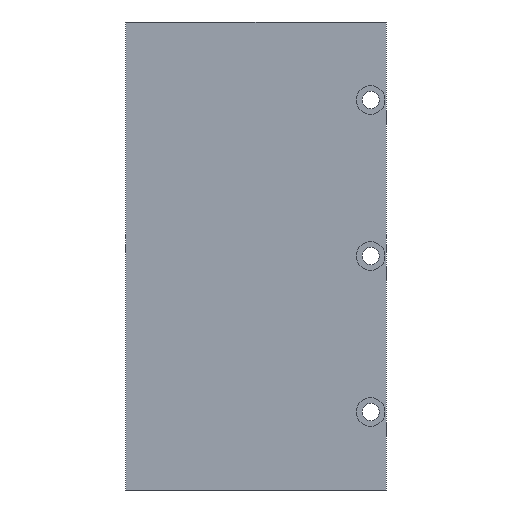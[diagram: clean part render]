
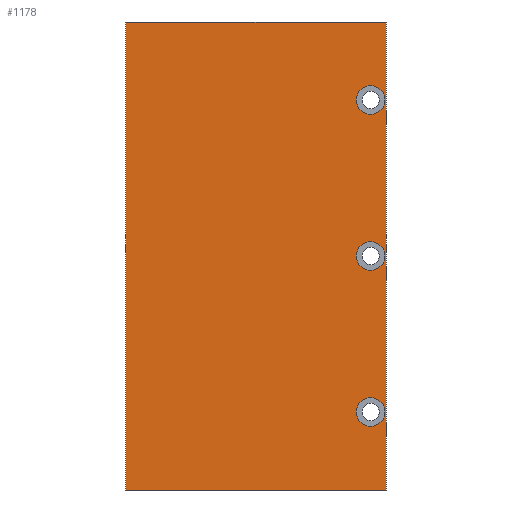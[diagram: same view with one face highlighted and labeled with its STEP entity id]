
A CAD part, left-side view. The second image highlights one B-rep face of the part: STEP entity #1178.
In plain terms, the highlighted planar face has unit normal (-1, 0, 0).
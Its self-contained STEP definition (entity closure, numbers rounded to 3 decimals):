
#6 = EDGE_LOOP ( 'NONE', ( #250, #1223, #1685, #960 ) ) ;
#36 = CARTESIAN_POINT ( 'NONE',  ( -24., 0., -180. ) ) ;
#37 = CARTESIAN_POINT ( 'NONE',  ( -24., 0., -180. ) ) ;
#74 = DIRECTION ( 'NONE',  ( -1., 0., 0. ) ) ;
#84 = DIRECTION ( 'NONE',  ( 0., 0., 1. ) ) ;
#117 = DIRECTION ( 'NONE',  ( 0., 0., 1. ) ) ;
#121 = CARTESIAN_POINT ( 'NONE',  ( -24., 6., -95.5 ) ) ;
#126 = DIRECTION ( 'NONE',  ( -1., 0., 0. ) ) ;
#149 = CIRCLE ( 'NONE', #706, 5.5 ) ;
#179 = VERTEX_POINT ( 'NONE', #121 ) ;
#213 = AXIS2_PLACEMENT_3D ( 'NONE', #890, #2874, #1409 ) ;
#217 = AXIS2_PLACEMENT_3D ( 'NONE', #855, #2249, #84 ) ;
#243 = LINE ( 'NONE', #36, #2405 ) ;
#250 = ORIENTED_EDGE ( 'NONE', *, *, #481, .F. ) ;
#286 = CARTESIAN_POINT ( 'NONE',  ( -24., 0., 0. ) ) ;
#297 = VERTEX_POINT ( 'NONE', #1142 ) ;
#345 = DIRECTION ( 'NONE',  ( -1., 0., 0. ) ) ;
#356 = EDGE_LOOP ( 'NONE', ( #1756, #1180 ) ) ;
#481 = EDGE_CURVE ( 'NONE', #1775, #2960, #2895, .T. ) ;
#663 = CIRCLE ( 'NONE', #217, 5.5 ) ;
#706 = AXIS2_PLACEMENT_3D ( 'NONE', #3064, #126, #1831 ) ;
#764 = EDGE_CURVE ( 'NONE', #786, #2960, #243, .T. ) ;
#780 = CARTESIAN_POINT ( 'NONE',  ( -24., 0., -180. ) ) ;
#786 = VERTEX_POINT ( 'NONE', #780 ) ;
#855 = CARTESIAN_POINT ( 'NONE',  ( -24., 6., -150. ) ) ;
#890 = CARTESIAN_POINT ( 'NONE',  ( -24., 6., -30. ) ) ;
#903 = AXIS2_PLACEMENT_3D ( 'NONE', #1682, #1482, #1422 ) ;
#930 = PLANE ( 'NONE',  #903 ) ;
#960 = ORIENTED_EDGE ( 'NONE', *, *, #764, .T. ) ;
#961 = CIRCLE ( 'NONE', #213, 5.5 ) ;
#985 = EDGE_CURVE ( 'NONE', #179, #2408, #1765, .T. ) ;
#984 = CARTESIAN_POINT ( 'NONE',  ( -24., 6., -144.5 ) ) ;
#999 = AXIS2_PLACEMENT_3D ( 'NONE', #1542, #345, #117 ) ;
#1000 = CARTESIAN_POINT ( 'NONE',  ( -24., 100.2, 0. ) ) ;
#1009 = LINE ( 'NONE', #1698, #2130 ) ;
#1032 = DIRECTION ( 'NONE',  ( 0., 0., 1. ) ) ;
#1094 = DIRECTION ( 'NONE',  ( -1., 0., 0. ) ) ;
#1131 = CARTESIAN_POINT ( 'NONE',  ( -24., 6., -150. ) ) ;
#1142 = CARTESIAN_POINT ( 'NONE',  ( -24., 6., -155.5 ) ) ;
#1178 = ADVANCED_FACE ( 'NONE', ( #2395, #1467, #2420, #3102 ), #930, .T. ) ;
#1180 = ORIENTED_EDGE ( 'NONE', *, *, #1525, .F. ) ;
#1198 = DIRECTION ( 'NONE',  ( 0., -1., 0. ) ) ;
#1223 = ORIENTED_EDGE ( 'NONE', *, *, #2963, .F. ) ;
#1227 = DIRECTION ( 'NONE',  ( 0., 0., 1. ) ) ;
#1241 = CARTESIAN_POINT ( 'NONE',  ( -24., 6., -35.5 ) ) ;
#1244 = LINE ( 'NONE', #37, #2075 ) ;
#1268 = CARTESIAN_POINT ( 'NONE',  ( -24., 6., -90. ) ) ;
#1323 = DIRECTION ( 'NONE',  ( 0., 0., 1. ) ) ;
#1409 = DIRECTION ( 'NONE',  ( 0., 0., 1. ) ) ;
#1422 = DIRECTION ( 'NONE',  ( 0., 0., 1. ) ) ;
#1467 = FACE_BOUND ( 'NONE', #2139, .T. ) ;
#1477 = CARTESIAN_POINT ( 'NONE',  ( -24., 6., -24.5 ) ) ;
#1482 = DIRECTION ( 'NONE',  ( -1., 0., 0. ) ) ;
#1525 = EDGE_CURVE ( 'NONE', #3004, #1884, #149, .T. ) ;
#1542 = CARTESIAN_POINT ( 'NONE',  ( -24., 6., -90. ) ) ;
#1562 = CIRCLE ( 'NONE', #2273, 5.5 ) ;
#1682 = CARTESIAN_POINT ( 'NONE',  ( -24., 0., -180. ) ) ;
#1685 = ORIENTED_EDGE ( 'NONE', *, *, #2558, .T. ) ;
#1689 = CARTESIAN_POINT ( 'NONE',  ( -24., 0., 0. ) ) ;
#1698 = CARTESIAN_POINT ( 'NONE',  ( -24., 100.2, -180. ) ) ;
#1756 = ORIENTED_EDGE ( 'NONE', *, *, #2479, .F. ) ;
#1765 = CIRCLE ( 'NONE', #999, 5.5 ) ;
#1775 = VERTEX_POINT ( 'NONE', #1000 ) ;
#1788 = EDGE_LOOP ( 'NONE', ( #2457, #1937 ) ) ;
#1816 = VECTOR ( 'NONE', #1198, 1000. ) ;
#1831 = DIRECTION ( 'NONE',  ( 0., 0., 1. ) ) ;
#1878 = ORIENTED_EDGE ( 'NONE', *, *, #1981, .F. ) ;
#1884 = VERTEX_POINT ( 'NONE', #1477 ) ;
#1937 = ORIENTED_EDGE ( 'NONE', *, *, #2073, .F. ) ;
#1964 = VERTEX_POINT ( 'NONE', #984 ) ;
#1981 = EDGE_CURVE ( 'NONE', #2408, #179, #2330, .T. ) ;
#2073 = EDGE_CURVE ( 'NONE', #297, #1964, #1562, .T. ) ;
#2075 = VECTOR ( 'NONE', #2667, 1000. ) ;
#2130 = VECTOR ( 'NONE', #2410, 1000. ) ;
#2139 = EDGE_LOOP ( 'NONE', ( #1878, #2863 ) ) ;
#2249 = DIRECTION ( 'NONE',  ( -1., 0., 0. ) ) ;
#2273 = AXIS2_PLACEMENT_3D ( 'NONE', #1131, #1094, #1323 ) ;
#2330 = CIRCLE ( 'NONE', #2836, 5.5 ) ;
#2395 = FACE_BOUND ( 'NONE', #1788, .T. ) ;
#2405 = VECTOR ( 'NONE', #1227, 1000. ) ;
#2408 = VERTEX_POINT ( 'NONE', #2845 ) ;
#2410 = DIRECTION ( 'NONE',  ( 0., 0., 1. ) ) ;
#2420 = FACE_BOUND ( 'NONE', #356, .T. ) ;
#2457 = ORIENTED_EDGE ( 'NONE', *, *, #2776, .F. ) ;
#2479 = EDGE_CURVE ( 'NONE', #1884, #3004, #961, .T. ) ;
#2514 = VERTEX_POINT ( 'NONE', #3045 ) ;
#2558 = EDGE_CURVE ( 'NONE', #2514, #786, #1244, .T. ) ;
#2667 = DIRECTION ( 'NONE',  ( 0., -1., 0. ) ) ;
#2776 = EDGE_CURVE ( 'NONE', #1964, #297, #663, .T. ) ;
#2836 = AXIS2_PLACEMENT_3D ( 'NONE', #1268, #74, #1032 ) ;
#2845 = CARTESIAN_POINT ( 'NONE',  ( -24., 6., -84.5 ) ) ;
#2863 = ORIENTED_EDGE ( 'NONE', *, *, #985, .F. ) ;
#2874 = DIRECTION ( 'NONE',  ( -1., 0., 0. ) ) ;
#2895 = LINE ( 'NONE', #1689, #1816 ) ;
#2960 = VERTEX_POINT ( 'NONE', #286 ) ;
#2963 = EDGE_CURVE ( 'NONE', #2514, #1775, #1009, .T. ) ;
#3004 = VERTEX_POINT ( 'NONE', #1241 ) ;
#3045 = CARTESIAN_POINT ( 'NONE',  ( -24., 100.2, -180. ) ) ;
#3064 = CARTESIAN_POINT ( 'NONE',  ( -24., 6., -30. ) ) ;
#3102 = FACE_OUTER_BOUND ( 'NONE', #6, .T. ) ;
